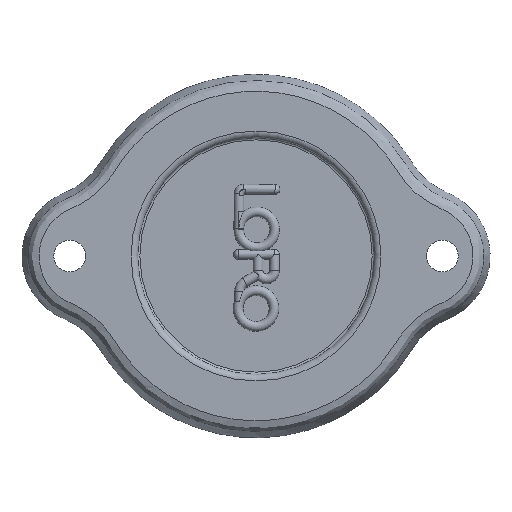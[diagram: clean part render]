
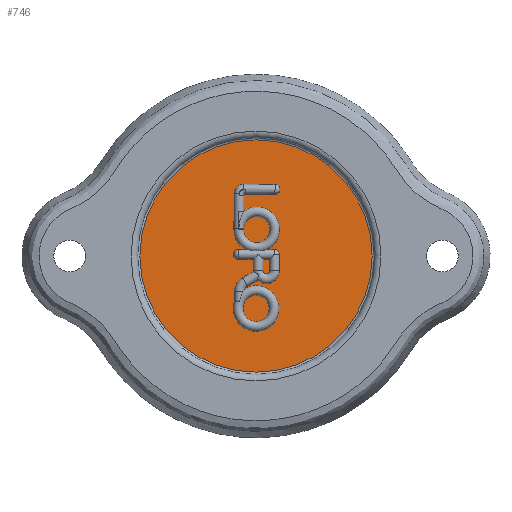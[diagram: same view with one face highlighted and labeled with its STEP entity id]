
A CAD part, top view. The second image highlights one B-rep face of the part: STEP entity #746.
In plain terms, the highlighted planar face has unit normal (0, 0, 1).
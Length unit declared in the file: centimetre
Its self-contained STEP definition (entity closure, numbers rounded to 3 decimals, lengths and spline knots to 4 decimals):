
#123=PLANE('',#791);
#134=FACE_OUTER_BOUND('',#175,.T.);
#175=EDGE_LOOP('',(#509));
#225=CIRCLE('',#792,25.5635);
#313=VERTEX_POINT('',#3494);
#392=EDGE_CURVE('',#313,#313,#225,.T.);
#509=ORIENTED_EDGE('',*,*,#392,.F.);
#746=ADVANCED_FACE('',(#134),#123,.T.);
#791=AXIS2_PLACEMENT_3D('',#3493,#887,#888);
#792=AXIS2_PLACEMENT_3D('',#3495,#889,#890);
#887=DIRECTION('center_axis',(0.,0.,
1.));
#888=DIRECTION('ref_axis',(0.,1.,0.));
#889=DIRECTION('center_axis',(0.,0.,
-1.));
#890=DIRECTION('ref_axis',(-1.,0.,0.));
#3493=CARTESIAN_POINT('Origin',(25.5635,0.,4.5));
#3494=CARTESIAN_POINT('',(0.,25.5635,4.5));
#3495=CARTESIAN_POINT('Origin',(0.,0.,
4.5));
